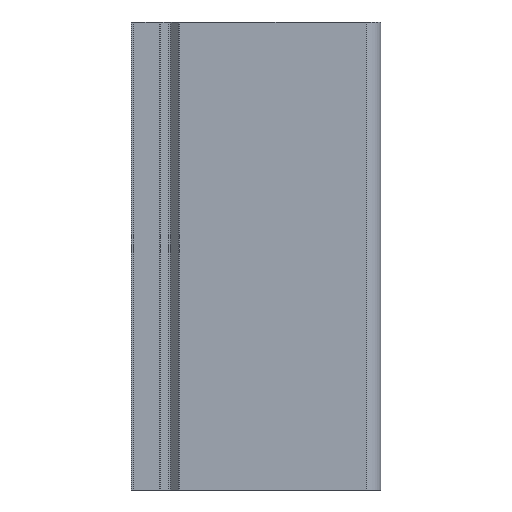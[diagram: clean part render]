
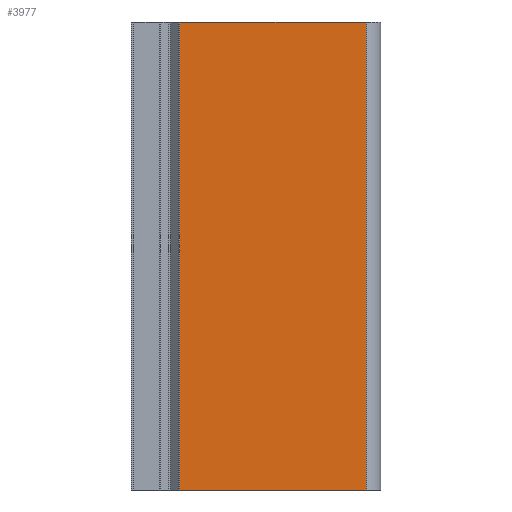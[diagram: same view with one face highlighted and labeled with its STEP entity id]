
A CAD part, front view. The second image highlights one B-rep face of the part: STEP entity #3977.
In plain terms, the highlighted planar face has unit normal (0, -1, 0).
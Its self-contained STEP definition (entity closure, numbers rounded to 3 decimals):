
#211 = EDGE_CURVE ( 'NONE', #445, #6174, #4557, .T. ) ;
#445 = VERTEX_POINT ( 'NONE', #723 ) ;
#723 = CARTESIAN_POINT ( 'NONE',  ( 5.18, 0., 0. ) ) ;
#736 = CARTESIAN_POINT ( 'NONE',  ( 25.097, 0., 0. ) ) ;
#953 = CARTESIAN_POINT ( 'NONE',  ( 5.18, 0., 50. ) ) ;
#1179 = VERTEX_POINT ( 'NONE', #7249 ) ;
#1201 = VECTOR ( 'NONE', #7426, 1000. ) ;
#1465 = EDGE_CURVE ( 'NONE', #1179, #445, #2132, .T. ) ;
#1603 = DIRECTION ( 'NONE',  ( 0., 0., 1. ) ) ;
#1686 = EDGE_LOOP ( 'NONE', ( #1781, #2322, #3551, #7257 ) ) ;
#1781 = ORIENTED_EDGE ( 'NONE', *, *, #211, .T. ) ;
#2001 = AXIS2_PLACEMENT_3D ( 'NONE', #2226, #6337, #1603 ) ;
#2006 = LINE ( 'NONE', #4025, #5897 ) ;
#2058 = VECTOR ( 'NONE', #7152, 1000. ) ;
#2117 = DIRECTION ( 'NONE',  ( 1., 0., 0. ) ) ;
#2132 = LINE ( 'NONE', #953, #1201 ) ;
#2226 = CARTESIAN_POINT ( 'NONE',  ( 25.097, 0., 50. ) ) ;
#2322 = ORIENTED_EDGE ( 'NONE', *, *, #5235, .F. ) ;
#2846 = FACE_OUTER_BOUND ( 'NONE', #1686, .T. ) ;
#3551 = ORIENTED_EDGE ( 'NONE', *, *, #4325, .F. ) ;
#3747 = CARTESIAN_POINT ( 'NONE',  ( 25.097, 0., 50. ) ) ;
#3977 = ADVANCED_FACE ( 'NONE', ( #2846 ), #5163, .F. ) ;
#4025 = CARTESIAN_POINT ( 'NONE',  ( 25.097, 0., 50. ) ) ;
#4325 = EDGE_CURVE ( 'NONE', #1179, #6333, #5155, .T. ) ;
#4488 = CARTESIAN_POINT ( 'NONE',  ( 5.18, 0., 50. ) ) ;
#4557 = LINE ( 'NONE', #4860, #2058 ) ;
#4860 = CARTESIAN_POINT ( 'NONE',  ( 25.097, 0., 0. ) ) ;
#5155 = LINE ( 'NONE', #4488, #5240 ) ;
#5163 = PLANE ( 'NONE',  #2001 ) ;
#5235 = EDGE_CURVE ( 'NONE', #6333, #6174, #2006, .T. ) ;
#5240 = VECTOR ( 'NONE', #2117, 1000. ) ;
#5897 = VECTOR ( 'NONE', #6893, 1000. ) ;
#6174 = VERTEX_POINT ( 'NONE', #736 ) ;
#6333 = VERTEX_POINT ( 'NONE', #3747 ) ;
#6337 = DIRECTION ( 'NONE',  ( 0., 1., 0. ) ) ;
#6893 = DIRECTION ( 'NONE',  ( 0., 0., -1. ) ) ;
#7152 = DIRECTION ( 'NONE',  ( 1., 0., 0. ) ) ;
#7249 = CARTESIAN_POINT ( 'NONE',  ( 5.18, 0., 50. ) ) ;
#7257 = ORIENTED_EDGE ( 'NONE', *, *, #1465, .T. ) ;
#7426 = DIRECTION ( 'NONE',  ( 0., 0., -1. ) ) ;
